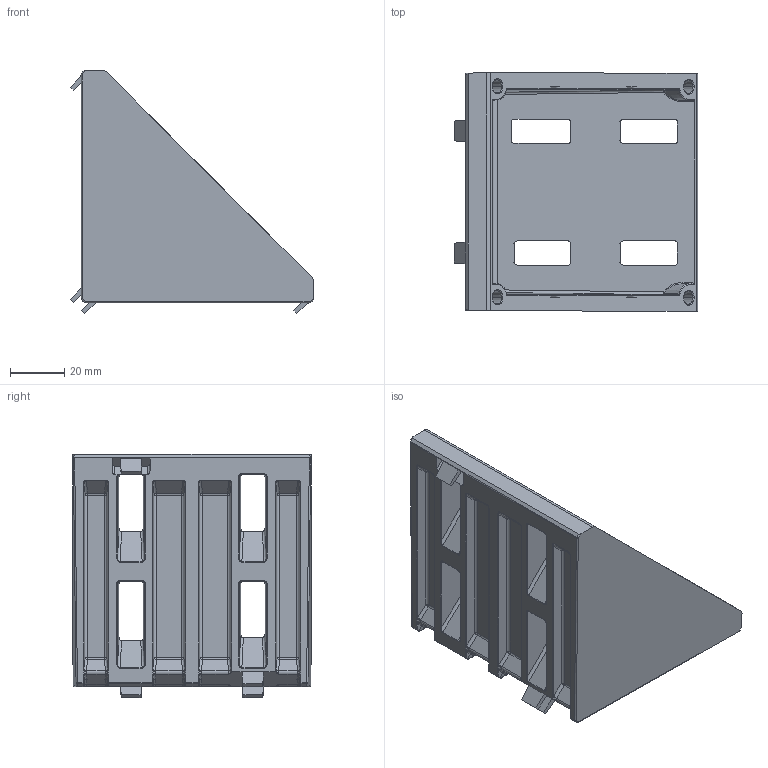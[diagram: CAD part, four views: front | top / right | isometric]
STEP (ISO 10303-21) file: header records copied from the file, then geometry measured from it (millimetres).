
FILE_DESCRIPTION(/* description */ (''),/* implementation_level */ '2;1');
FILE_NAME(/* name */ '40-130-0.stp',/* time_stamp */ '2023-09-07T15:29:41-04:00',/* author */ ('jmurphy'),/* organization */ (''),/* preprocessor_version */ 'ST-DEVELOPER v18.1',/* originating_system */ 'AutoCAD Mechanical',/* authorisation */ '');
FILE_SCHEMA (('AUTOMOTIVE_DESIGN { 1 0 10303 214 3 1 1 }'));
Length unit declared in the file: millimetre
Products named in the file (2): Product; 40-130-0
Assembly tree (1 placements, depth 2):
  Product
    40-130-0
Bounding box: 89.98 x 88 x 89.98 mm (x, y, z)
Volume: 126028.5 mm3; surface area: 50700.2 mm2
Topology: 1 solids, 1 shells, 688 faces, 1657 edges, 952 vertices
Faces by surface type: cylinder 263, bspline 199, plane 152, sphere 42, cone 28, torus 4
Entity records: 27582 total; most frequent: CARTESIAN_POINT 12646, ORIENTED_EDGE 3266, DIRECTION 3012, EDGE_CURVE 1633, AXIS2_PLACEMENT_3D 1165, VERTEX_POINT 952, EDGE_LOOP 709, FACE_OUTER_BOUND 688
